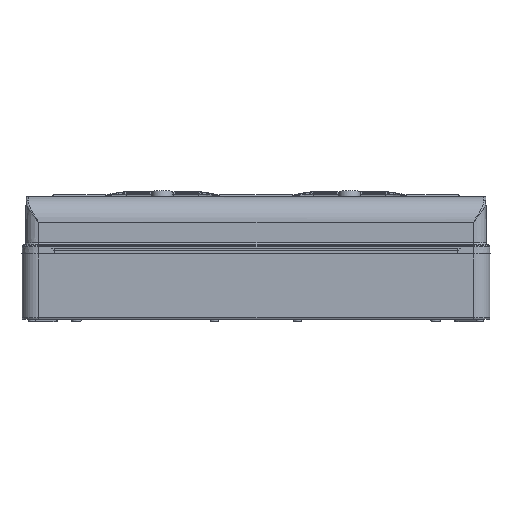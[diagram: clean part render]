
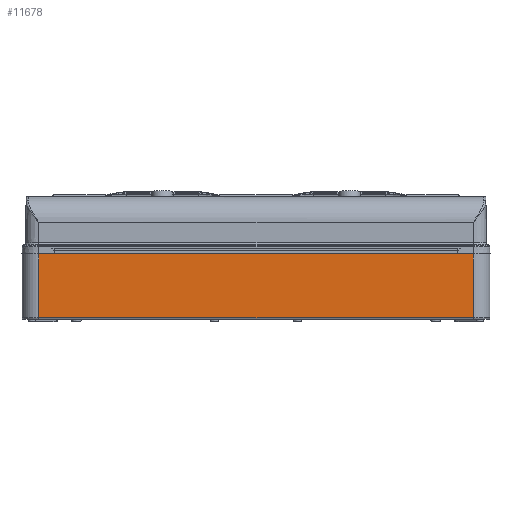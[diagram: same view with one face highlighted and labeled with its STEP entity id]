
A CAD part, left-side view. The second image highlights one B-rep face of the part: STEP entity #11678.
In plain terms, the highlighted planar face has unit normal (-1, 0, 0).
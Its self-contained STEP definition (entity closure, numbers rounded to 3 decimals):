
#1298=DIRECTION('',(0.,1.,0.));
#1299=VECTOR('',#1298,418.);
#1300=CARTESIAN_POINT('',(-280.,-209.,1.5));
#1301=LINE('',#1300,#1299);
#1302=DIRECTION('',(0.,-1.,0.));
#1303=VECTOR('',#1302,418.);
#1304=CARTESIAN_POINT('',(-280.,209.,63.));
#1305=LINE('',#1304,#1303);
#1995=DIRECTION('',(0.,0.,-1.));
#1996=VECTOR('',#1995,61.5);
#1997=CARTESIAN_POINT('',(-280.,209.,63.));
#1998=LINE('',#1997,#1996);
#2243=DIRECTION('',(0.,0.,-1.));
#2244=VECTOR('',#2243,61.5);
#2245=CARTESIAN_POINT('',(-280.,-209.,63.));
#2246=LINE('',#2245,#2244);
#7961=CARTESIAN_POINT('',(-280.,-209.,1.5));
#7962=VERTEX_POINT('',#7961);
#7969=CARTESIAN_POINT('',(-280.,-209.,63.));
#7970=VERTEX_POINT('',#7969);
#9017=CARTESIAN_POINT('',(-280.,209.,1.5));
#9018=VERTEX_POINT('',#9017);
#9025=CARTESIAN_POINT('',(-280.,209.,63.));
#9026=VERTEX_POINT('',#9025);
#11664=CARTESIAN_POINT('',(-280.,225.,0.));
#11665=DIRECTION('',(-1.,0.,0.));
#11666=DIRECTION('',(0.,-1.,0.));
#11667=AXIS2_PLACEMENT_3D('',#11664,#11665,#11666);
#11668=PLANE('',#11667);
#11670=ORIENTED_EDGE('',*,*,#11669,.T.);
#11672=ORIENTED_EDGE('',*,*,#11671,.F.);
#11673=ORIENTED_EDGE('',*,*,#11244,.T.);
#11675=ORIENTED_EDGE('',*,*,#11674,.T.);
#11676=EDGE_LOOP('',(#11670,#11672,#11673,#11675));
#11677=FACE_OUTER_BOUND('',#11676,.F.);
#11678=ADVANCED_FACE('',(#11677),#11668,.T.);
#11244=EDGE_CURVE('',#9026,#7970,#1305,.T.);
#11669=EDGE_CURVE('',#7962,#9018,#1301,.T.);
#11671=EDGE_CURVE('',#9026,#9018,#1998,.T.);
#11674=EDGE_CURVE('',#7970,#7962,#2246,.T.);
